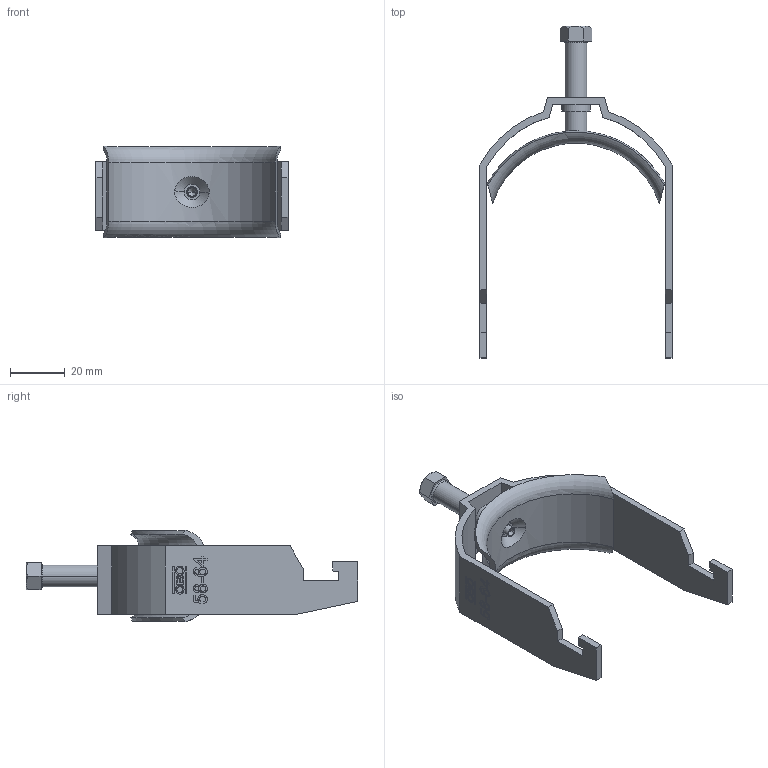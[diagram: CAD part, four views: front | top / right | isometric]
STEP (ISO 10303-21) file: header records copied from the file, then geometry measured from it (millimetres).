
FILE_DESCRIPTION (( 'STEP AP214' ), '1' );
FILE_NAME ('1186562.STEP', '2023-09-01T09:25:51', ( '' ), ( '' ), 'SwSTEP 2.0', 'SolidWorks 2022', '' );
FILE_SCHEMA (( 'AUTOMOTIVE_DESIGN' ));
Length unit declared in the file: millimetre
Products named in the file (4): 1186562; 157115_1Fach; 203472_Standard; 142313_Druckschraube - M8 x 33
Assembly tree (3 placements, depth 2):
  1186562
    157115_1Fach
    142313_Druckschraube - M8 x 33
    203472_Standard
Bounding box: 70 x 121 x 33.36 mm (x, y, z)
Volume: 19381 mm3; surface area: 19232.3 mm2
Topology: 3 solids, 3 shells, 243 faces, 639 edges, 426 vertices
Faces by surface type: plane 137, bspline 54, cylinder 34, cone 10, torus 8
Entity records: 12389 total; most frequent: CARTESIAN_POINT 6140, ORIENTED_EDGE 1270, DIRECTION 961, EDGE_CURVE 635, VERTEX_POINT 426, VECTOR 371, LINE 371, AXIS2_PLACEMENT_3D 295
